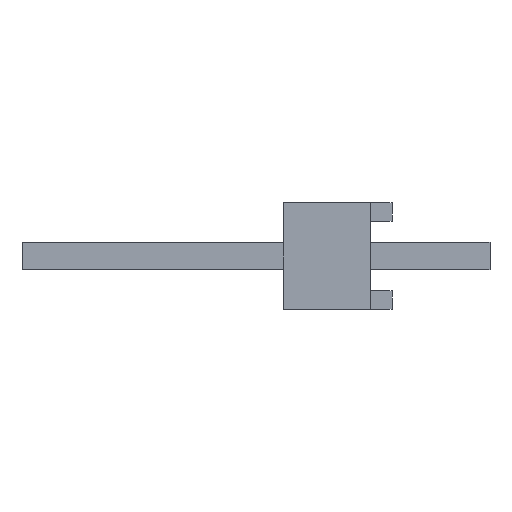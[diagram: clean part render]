
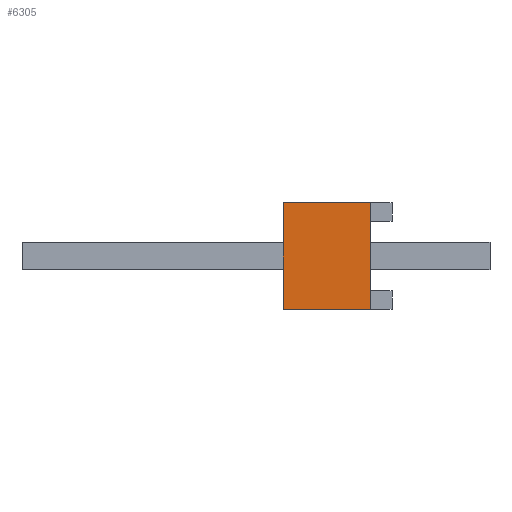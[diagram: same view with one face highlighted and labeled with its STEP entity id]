
A CAD part, left-side view. The second image highlights one B-rep face of the part: STEP entity #6305.
In plain terms, the highlighted planar face has unit normal (-1, 0, 0).
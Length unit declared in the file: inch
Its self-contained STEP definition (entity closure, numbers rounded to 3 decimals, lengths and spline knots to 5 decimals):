
#65 = LINE ( 'NONE', #4109, #2965 ) ;
#143 = DIRECTION ( 'NONE',  ( 0., 0., 1. ) ) ;
#351 = VECTOR ( 'NONE', #143, 39.37008 ) ;
#356 = DIRECTION ( 'NONE',  ( 0., 0., -1. ) ) ;
#912 = CARTESIAN_POINT ( 'NONE',  ( -0.4, 0.1, -0.049 ) ) ;
#1405 = LINE ( 'NONE', #7922, #9900 ) ;
#1965 = DIRECTION ( 'NONE',  ( 0., -1., 0. ) ) ;
#2541 = LINE ( 'NONE', #912, #351 ) ;
#2965 = VECTOR ( 'NONE', #5787, 39.37008 ) ;
#3110 = ORIENTED_EDGE ( 'NONE', *, *, #8964, .T. ) ;
#3374 = AXIS2_PLACEMENT_3D ( 'NONE', #8467, #10077, #356 ) ;
#3393 = CARTESIAN_POINT ( 'NONE',  ( -0.4, 0.1, -0.049 ) ) ;
#3909 = ORIENTED_EDGE ( 'NONE', *, *, #7814, .F. ) ;
#4109 = CARTESIAN_POINT ( 'NONE',  ( -0.4, 0.02, -0.049 ) ) ;
#4325 = EDGE_CURVE ( 'NONE', #9020, #9851, #1405, .T. ) ;
#4393 = CARTESIAN_POINT ( 'NONE',  ( -0.4, 0.1, 0.049 ) ) ;
#5638 = CARTESIAN_POINT ( 'NONE',  ( -0.4, 0.02, -0.049 ) ) ;
#5787 = DIRECTION ( 'NONE',  ( 0., 0., -1. ) ) ;
#6305 = ADVANCED_FACE ( 'NONE', ( #6452 ), #8566, .F. ) ;
#6360 = DIRECTION ( 'NONE',  ( 0., -1., 0. ) ) ;
#6443 = LINE ( 'NONE', #6615, #6562 ) ;
#6452 = FACE_OUTER_BOUND ( 'NONE', #9231, .T. ) ;
#6485 = CARTESIAN_POINT ( 'NONE',  ( -0.4, 0.02, 0.049 ) ) ;
#6562 = VECTOR ( 'NONE', #1965, 39.37008 ) ;
#6615 = CARTESIAN_POINT ( 'NONE',  ( -0.4, 0.1, -0.049 ) ) ;
#6677 = EDGE_CURVE ( 'NONE', #9851, #9798, #65, .T. ) ;
#7814 = EDGE_CURVE ( 'NONE', #10088, #9020, #2541, .T. ) ;
#7922 = CARTESIAN_POINT ( 'NONE',  ( -0.4, 0.1, 0.049 ) ) ;
#8417 = ORIENTED_EDGE ( 'NONE', *, *, #6677, .F. ) ;
#8467 = CARTESIAN_POINT ( 'NONE',  ( -0.4, 0.1, -0.049 ) ) ;
#8566 = PLANE ( 'NONE',  #3374 ) ;
#8964 = EDGE_CURVE ( 'NONE', #10088, #9798, #6443, .T. ) ;
#9020 = VERTEX_POINT ( 'NONE', #4393 ) ;
#9231 = EDGE_LOOP ( 'NONE', ( #8417, #9327, #3909, #3110 ) ) ;
#9327 = ORIENTED_EDGE ( 'NONE', *, *, #4325, .F. ) ;
#9798 = VERTEX_POINT ( 'NONE', #5638 ) ;
#9851 = VERTEX_POINT ( 'NONE', #6485 ) ;
#9900 = VECTOR ( 'NONE', #6360, 39.37008 ) ;
#10077 = DIRECTION ( 'NONE',  ( 1., 0., 0. ) ) ;
#10088 = VERTEX_POINT ( 'NONE', #3393 ) ;
